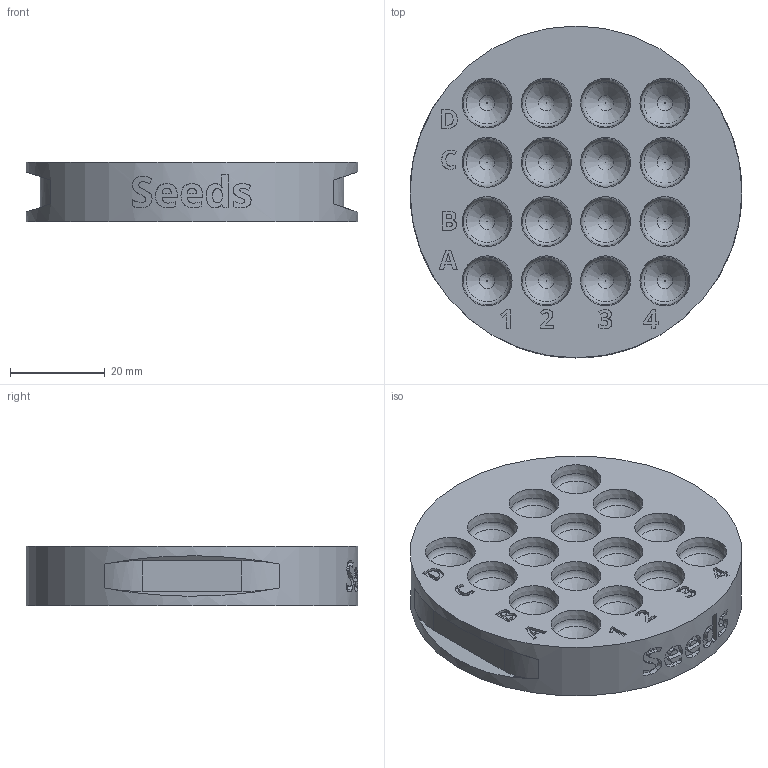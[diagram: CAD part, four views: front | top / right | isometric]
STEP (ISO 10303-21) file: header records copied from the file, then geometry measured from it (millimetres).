
FILE_DESCRIPTION( ( '' ), ' ' );
FILE_NAME( '5a1fffb6d332ba1027f09bcd.step', '2017-11-30T12:55:19', ( '' ), ( '' ), ' ', ' ', ' ' );
FILE_SCHEMA( ( 'AUTOMOTIVE_DESIGN { 1 0 10303 214 1 1 1 1 }' ) );
Length unit declared in the file: metre
Products named in the file (1): Seed Tray
Bounding box: 70 x 70 x 12.5 mm (x, y, z)
Volume: 17404.1 mm3; surface area: 15389 mm2
Topology: 1 solids, 1 shells, 443 faces, 1190 edges, 788 vertices
Faces by surface type: extrusion 175, plane 153, cone 48, bspline 32, cylinder 19, torus 16
Full cylindrical faces by diameter (mm): 70 x1
Entity records: 18305 total; most frequent: CARTESIAN_POINT 5153, ORIENTED_EDGE 2052, DIRECTION 1513, EDGE_CURVE 1026, VERTEX_POINT 722, VECTOR 607, EDGE_LOOP 580, B_SPLINE_CURVE_WITH_KNOTS 553
